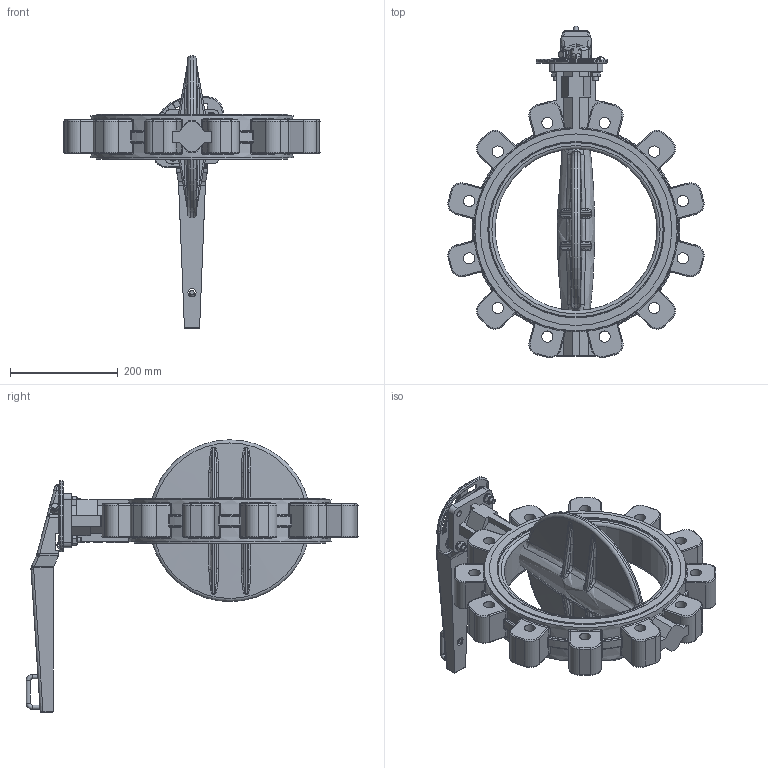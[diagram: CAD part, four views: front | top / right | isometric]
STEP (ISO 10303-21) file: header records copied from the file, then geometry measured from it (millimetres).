
FILE_DESCRIPTION((''),'2;1');
FILE_NAME('WM125340E300.stp','2012-05-11T03:14:17',('RL'),(''),'Autodesk Inventor 2012','Autodesk Inventor 2012','');
FILE_SCHEMA(('AUTOMOTIVE_DESIGN { 1 0 10303 214 1 1 1 1 }'));
Length unit declared in the file: millimetre
Products named in the file (1): WM125340E300
Bounding box: 474.86 x 615.42 x 505 mm (x, y, z)
Volume: 8387031.5 mm3; surface area: 940828.6 mm2
Topology: 13 solids, 13 shells, 1393 faces, 3430 edges, 2093 vertices
Faces by surface type: plane 453, cylinder 376, bspline 327, torus 157, sphere 40, cone 40
Full cylindrical faces by diameter (mm): 6.647 x2, 7.323 x1, 8 x5, 8.376 x2, 10 x2, 11 x2, 11.4 x1, 12 x4, 14.63 x2, 15 x1, 20.752 x12, 44 x2, 48 x1, 52.5 x1, 300 x1, 325 x2, 355 x2
Entity records: 49353 total; most frequent: CARTESIAN_POINT 18299, ORIENTED_EDGE 6626, DIRECTION 5990, EDGE_CURVE 3313, AXIS2_PLACEMENT_3D 2297, VERTEX_POINT 2058, EDGE_LOOP 1589, VECTOR 1396
